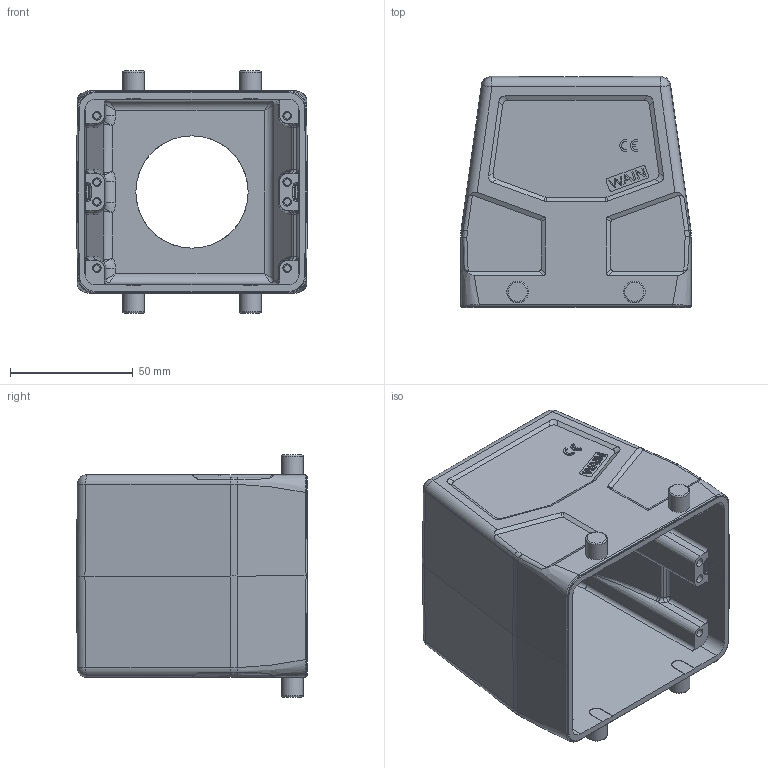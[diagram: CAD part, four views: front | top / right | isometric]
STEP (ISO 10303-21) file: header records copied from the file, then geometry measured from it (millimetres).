
FILE_DESCRIPTION(/* description */ (''),/* implementation_level */ '2;1');
FILE_NAME(/* name */ '3D_1241324301005_WV32B-TE-4B-PG36_V1.1.stp',/* time_stamp */ '2023-12-22T17:00:14+08:00',/* author */ (''),/* organization */ (''),/* preprocessor_version */ 'ST-DEVELOPER v18.1',/* originating_system */ 'SIEMENS PLM Software NX 1980',/* authorisation */ '');
FILE_SCHEMA (('AP203_CONFIGURATION_CONTROLLED_3D_DESIGN_OF_MECHANICAL_PARTS_AND_ASSEMBLIES_MIM_LF { 1 0 10303 403 2 1 2}'));
Length unit declared in the file: millimetre
Products named in the file (1): 3D_1241324301001_WV32B-TE-4B-M32_V1.0_stp
Bounding box: 94 x 94 x 98.5 mm (x, y, z)
Volume: 157060.1 mm3; surface area: 70217.7 mm2
Topology: 1 solids, 1 shells, 479 faces, 1206 edges, 747 vertices
Faces by surface type: plane 223, cylinder 164, bspline 46, torus 20, cone 14, sphere 10, extrusion 2
Full cylindrical faces by diameter (mm): 2.7 x8, 3.5 x8, 8.8 x4, 45.7 x1
Entity records: 15524 total; most frequent: CARTESIAN_POINT 4365, ORIENTED_EDGE 2300, DIRECTION 2262, EDGE_CURVE 1150, AXIS2_PLACEMENT_3D 793, VERTEX_POINT 734, VECTOR 676, LINE 674
